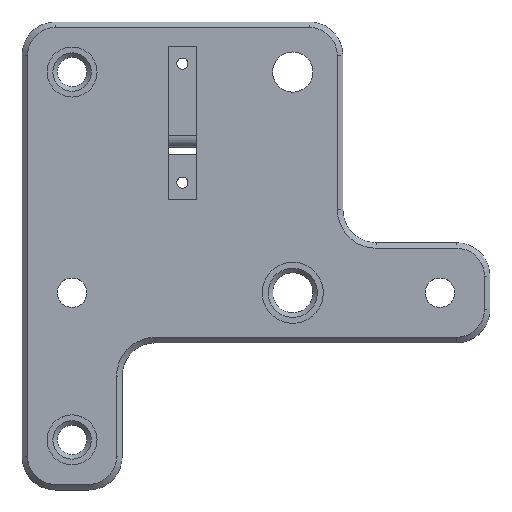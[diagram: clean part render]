
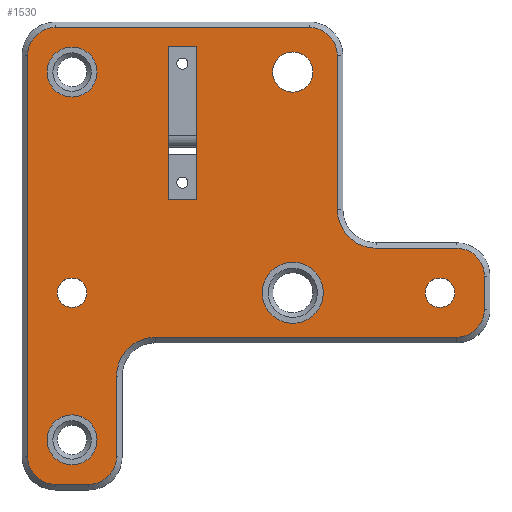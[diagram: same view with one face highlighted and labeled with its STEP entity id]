
A CAD part, top view. The second image highlights one B-rep face of the part: STEP entity #1530.
In plain terms, the highlighted planar face has unit normal (0, 0, 1).
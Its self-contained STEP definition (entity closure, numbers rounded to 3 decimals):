
#62=FACE_BOUND('',#313,.T.);
#63=FACE_BOUND('',#314,.T.);
#64=FACE_BOUND('',#315,.T.);
#65=FACE_BOUND('',#316,.T.);
#66=FACE_BOUND('',#317,.T.);
#67=FACE_BOUND('',#318,.T.);
#68=FACE_BOUND('',#319,.T.);
#109=PLANE('',#1716);
#201=FACE_OUTER_BOUND('',#312,.T.);
#312=EDGE_LOOP('',(#1384,#1385,#1386,#1387,#1388,#1389,#1390,#1391,#1392,
#1393,#1394,#1395,#1396,#1397,#1398,#1399));
#313=EDGE_LOOP('',(#1400,#1401,#1402,#1403));
#314=EDGE_LOOP('',(#1404));
#315=EDGE_LOOP('',(#1405));
#316=EDGE_LOOP('',(#1406));
#317=EDGE_LOOP('',(#1407));
#318=EDGE_LOOP('',(#1408));
#319=EDGE_LOOP('',(#1409));
#349=LINE('',#2316,#479);
#356=LINE('',#2331,#486);
#359=LINE('',#2335,#489);
#360=LINE('',#2337,#490);
#417=LINE('',#2536,#547);
#421=LINE('',#2548,#551);
#425=LINE('',#2560,#555);
#429=LINE('',#2572,#559);
#433=LINE('',#2583,#563);
#437=LINE('',#2592,#567);
#440=LINE('',#2600,#570);
#443=LINE('',#2608,#573);
#479=VECTOR('',#1835,10.);
#486=VECTOR('',#1848,10.);
#489=VECTOR('',#1853,10.);
#490=VECTOR('',#1856,10.);
#547=VECTOR('',#2089,10.);
#551=VECTOR('',#2101,10.);
#555=VECTOR('',#2113,10.);
#559=VECTOR('',#2125,10.);
#563=VECTOR('',#2137,10.);
#567=VECTOR('',#2147,10.);
#570=VECTOR('',#2156,10.);
#573=VECTOR('',#2165,10.);
#613=CIRCLE('',#1601,2.65);
#618=CIRCLE('',#1609,3.62);
#623=CIRCLE('',#1617,2.65);
#633=CIRCLE('',#1640,4.5);
#634=CIRCLE('',#1642,5.5);
#635=CIRCLE('',#1644,4.5);
#649=CIRCLE('',#1684,5.);
#651=CIRCLE('',#1688,5.);
#653=CIRCLE('',#1692,5.);
#655=CIRCLE('',#1696,7.);
#656=CIRCLE('',#1699,5.);
#657=CIRCLE('',#1702,5.);
#658=CIRCLE('',#1705,7.);
#659=CIRCLE('',#1708,5.);
#705=VERTEX_POINT('',#2313);
#706=VERTEX_POINT('',#2315);
#710=VERTEX_POINT('',#2329);
#711=VERTEX_POINT('',#2330);
#716=VERTEX_POINT('',#2350);
#721=VERTEX_POINT('',#2365);
#726=VERTEX_POINT('',#2380);
#736=VERTEX_POINT('',#2423);
#737=VERTEX_POINT('',#2427);
#738=VERTEX_POINT('',#2431);
#764=VERTEX_POINT('',#2533);
#765=VERTEX_POINT('',#2535);
#767=VERTEX_POINT('',#2541);
#769=VERTEX_POINT('',#2546);
#771=VERTEX_POINT('',#2553);
#773=VERTEX_POINT('',#2558);
#775=VERTEX_POINT('',#2565);
#777=VERTEX_POINT('',#2570);
#779=VERTEX_POINT('',#2577);
#780=VERTEX_POINT('',#2581);
#781=VERTEX_POINT('',#2586);
#782=VERTEX_POINT('',#2590);
#783=VERTEX_POINT('',#2594);
#784=VERTEX_POINT('',#2598);
#785=VERTEX_POINT('',#2602);
#786=VERTEX_POINT('',#2606);
#843=EDGE_CURVE('',#706,#705,#349,.T.);
#850=EDGE_CURVE('',#710,#711,#356,.T.);
#853=EDGE_CURVE('',#711,#706,#359,.T.);
#854=EDGE_CURVE('',#705,#710,#360,.T.);
#860=EDGE_CURVE('',#716,#716,#613,.T.);
#867=EDGE_CURVE('',#721,#721,#618,.T.);
#874=EDGE_CURVE('',#726,#726,#623,.T.);
#894=EDGE_CURVE('',#736,#736,#633,.T.);
#896=EDGE_CURVE('',#737,#737,#634,.T.);
#898=EDGE_CURVE('',#738,#738,#635,.T.);
#950=EDGE_CURVE('',#764,#765,#417,.T.);
#954=EDGE_CURVE('',#767,#764,#649,.T.);
#956=EDGE_CURVE('',#769,#767,#421,.T.);
#960=EDGE_CURVE('',#771,#769,#651,.T.);
#962=EDGE_CURVE('',#773,#771,#425,.T.);
#966=EDGE_CURVE('',#775,#773,#653,.T.);
#968=EDGE_CURVE('',#777,#775,#429,.T.);
#972=EDGE_CURVE('',#779,#777,#655,.T.);
#974=EDGE_CURVE('',#780,#779,#433,.T.);
#977=EDGE_CURVE('',#781,#780,#656,.T.);
#979=EDGE_CURVE('',#782,#781,#437,.T.);
#981=EDGE_CURVE('',#783,#782,#657,.T.);
#983=EDGE_CURVE('',#784,#783,#440,.T.);
#985=EDGE_CURVE('',#785,#784,#658,.T.);
#987=EDGE_CURVE('',#786,#785,#443,.T.);
#988=EDGE_CURVE('',#765,#786,#659,.T.);
#1384=ORIENTED_EDGE('',*,*,#950,.F.);
#1385=ORIENTED_EDGE('',*,*,#954,.F.);
#1386=ORIENTED_EDGE('',*,*,#956,.F.);
#1387=ORIENTED_EDGE('',*,*,#960,.F.);
#1388=ORIENTED_EDGE('',*,*,#962,.F.);
#1389=ORIENTED_EDGE('',*,*,#966,.F.);
#1390=ORIENTED_EDGE('',*,*,#968,.F.);
#1391=ORIENTED_EDGE('',*,*,#972,.F.);
#1392=ORIENTED_EDGE('',*,*,#974,.F.);
#1393=ORIENTED_EDGE('',*,*,#977,.F.);
#1394=ORIENTED_EDGE('',*,*,#979,.F.);
#1395=ORIENTED_EDGE('',*,*,#981,.F.);
#1396=ORIENTED_EDGE('',*,*,#983,.F.);
#1397=ORIENTED_EDGE('',*,*,#985,.F.);
#1398=ORIENTED_EDGE('',*,*,#987,.F.);
#1399=ORIENTED_EDGE('',*,*,#988,.F.);
#1400=ORIENTED_EDGE('',*,*,#843,.T.);
#1401=ORIENTED_EDGE('',*,*,#854,.T.);
#1402=ORIENTED_EDGE('',*,*,#850,.T.);
#1403=ORIENTED_EDGE('',*,*,#853,.T.);
#1404=ORIENTED_EDGE('',*,*,#894,.T.);
#1405=ORIENTED_EDGE('',*,*,#896,.T.);
#1406=ORIENTED_EDGE('',*,*,#898,.T.);
#1407=ORIENTED_EDGE('',*,*,#867,.T.);
#1408=ORIENTED_EDGE('',*,*,#874,.T.);
#1409=ORIENTED_EDGE('',*,*,#860,.T.);
#1530=ADVANCED_FACE('',(#201,#62,#63,#64,#65,#66,#67,#68),#109,.T.);
#1601=AXIS2_PLACEMENT_3D('',#2351,#1872,#1873);
#1609=AXIS2_PLACEMENT_3D('',#2366,#1890,#1891);
#1617=AXIS2_PLACEMENT_3D('',#2381,#1908,#1909);
#1640=AXIS2_PLACEMENT_3D('',#2424,#1964,#1965);
#1642=AXIS2_PLACEMENT_3D('',#2428,#1969,#1970);
#1644=AXIS2_PLACEMENT_3D('',#2432,#1974,#1975);
#1684=AXIS2_PLACEMENT_3D('',#2543,#2096,#2097);
#1688=AXIS2_PLACEMENT_3D('',#2555,#2108,#2109);
#1692=AXIS2_PLACEMENT_3D('',#2567,#2120,#2121);
#1696=AXIS2_PLACEMENT_3D('',#2579,#2132,#2133);
#1699=AXIS2_PLACEMENT_3D('',#2588,#2142,#2143);
#1702=AXIS2_PLACEMENT_3D('',#2596,#2151,#2152);
#1705=AXIS2_PLACEMENT_3D('',#2604,#2160,#2161);
#1708=AXIS2_PLACEMENT_3D('',#2610,#2168,#2169);
#1716=AXIS2_PLACEMENT_3D('',#2625,#2191,#2192);
#1835=DIRECTION('',(0.,-1.,0.));
#1848=DIRECTION('',(0.,1.,0.));
#1853=DIRECTION('',(1.,0.,0.));
#1856=DIRECTION('',(-1.,0.,0.));
#1872=DIRECTION('center_axis',(0.,0.,-1.));
#1873=DIRECTION('ref_axis',(1.,0.,0.));
#1890=DIRECTION('center_axis',(0.,0.,-1.));
#1891=DIRECTION('ref_axis',(1.,0.,0.));
#1908=DIRECTION('center_axis',(0.,0.,-1.));
#1909=DIRECTION('ref_axis',(1.,0.,0.));
#1964=DIRECTION('center_axis',(0.,0.,-1.));
#1965=DIRECTION('ref_axis',(1.,0.,0.));
#1969=DIRECTION('center_axis',(0.,0.,-1.));
#1970=DIRECTION('ref_axis',(1.,0.,0.));
#1974=DIRECTION('center_axis',(0.,0.,-1.));
#1975=DIRECTION('ref_axis',(1.,0.,0.));
#2089=DIRECTION('',(1.,0.,0.));
#2096=DIRECTION('center_axis',(0.,0.,-1.));
#2097=DIRECTION('ref_axis',(-0.707,0.707,0.));
#2101=DIRECTION('',(0.,1.,0.));
#2108=DIRECTION('center_axis',(0.,0.,-1.));
#2109=DIRECTION('ref_axis',(-0.707,-0.707,0.));
#2113=DIRECTION('',(-1.,0.,0.));
#2120=DIRECTION('center_axis',(0.,0.,-1.));
#2121=DIRECTION('ref_axis',(0.707,-0.707,0.));
#2125=DIRECTION('',(0.,-1.,0.));
#2132=DIRECTION('center_axis',(0.,0.,1.));
#2133=DIRECTION('ref_axis',(-0.707,0.707,0.));
#2137=DIRECTION('',(-1.,0.,0.));
#2142=DIRECTION('center_axis',(0.,0.,-1.));
#2143=DIRECTION('ref_axis',(0.707,-0.707,0.));
#2147=DIRECTION('',(0.,-1.,0.));
#2151=DIRECTION('center_axis',(0.,0.,-1.));
#2152=DIRECTION('ref_axis',(0.707,0.707,0.));
#2156=DIRECTION('',(1.,0.,0.));
#2160=DIRECTION('center_axis',(0.,0.,1.));
#2161=DIRECTION('ref_axis',(-0.707,-0.707,0.));
#2165=DIRECTION('',(0.,-1.,0.));
#2168=DIRECTION('center_axis',(0.,0.,-1.));
#2169=DIRECTION('ref_axis',(0.707,0.707,0.));
#2191=DIRECTION('center_axis',(0.,0.,1.));
#2192=DIRECTION('ref_axis',(1.,0.,0.));
#2313=CARTESIAN_POINT('',(2.55,-3.1,8.));
#2315=CARTESIAN_POINT('',(2.55,24.4,8.));
#2316=CARTESIAN_POINT('',(2.55,5.558,8.));
#2329=CARTESIAN_POINT('',(-2.55,-3.1,8.));
#2330=CARTESIAN_POINT('',(-2.55,24.4,8.));
#2331=CARTESIAN_POINT('',(-2.55,-8.142,8.));
#2335=CARTESIAN_POINT('',(5.367,24.4,8.));
#2337=CARTESIAN_POINT('',(7.867,-3.1,8.));
#2350=CARTESIAN_POINT('',(-22.5,-19.85,8.));
#2351=CARTESIAN_POINT('Origin',(-19.85,-19.85,8.));
#2365=CARTESIAN_POINT('',(16.23,19.85,8.));
#2366=CARTESIAN_POINT('Origin',(19.85,19.85,8.));
#2380=CARTESIAN_POINT('',(43.667,-19.85,8.));
#2381=CARTESIAN_POINT('Origin',(46.317,-19.85,8.));
#2423=CARTESIAN_POINT('',(-24.35,19.85,8.));
#2424=CARTESIAN_POINT('Origin',(-19.85,19.85,8.));
#2427=CARTESIAN_POINT('',(14.35,-19.85,8.));
#2428=CARTESIAN_POINT('Origin',(19.85,-19.85,8.));
#2431=CARTESIAN_POINT('',(-24.35,-46.317,8.));
#2432=CARTESIAN_POINT('Origin',(-19.85,-46.317,8.));
#2533=CARTESIAN_POINT('',(-22.85,27.85,8.));
#2535=CARTESIAN_POINT('',(22.85,27.85,8.));
#2536=CARTESIAN_POINT('',(21.042,27.85,8.));
#2541=CARTESIAN_POINT('',(-27.85,22.85,8.));
#2543=CARTESIAN_POINT('Origin',(-22.85,22.85,8.));
#2546=CARTESIAN_POINT('',(-27.85,-49.317,8.));
#2548=CARTESIAN_POINT('',(-27.85,7.808,8.));
#2553=CARTESIAN_POINT('',(-22.85,-54.317,8.));
#2555=CARTESIAN_POINT('Origin',(-22.85,-49.317,8.));
#2558=CARTESIAN_POINT('',(-16.85,-54.317,8.));
#2560=CARTESIAN_POINT('',(-7.808,-54.317,8.));
#2565=CARTESIAN_POINT('',(-11.85,-49.317,8.));
#2567=CARTESIAN_POINT('Origin',(-16.85,-49.317,8.));
#2570=CARTESIAN_POINT('',(-11.85,-34.85,8.));
#2572=CARTESIAN_POINT('',(-11.85,-34.275,8.));
#2577=CARTESIAN_POINT('',(-4.85,-27.85,8.));
#2579=CARTESIAN_POINT('Origin',(-4.85,-34.85,8.));
#2581=CARTESIAN_POINT('',(49.317,-27.85,8.));
#2583=CARTESIAN_POINT('',(1.192,-27.85,8.));
#2586=CARTESIAN_POINT('',(54.317,-22.85,8.));
#2588=CARTESIAN_POINT('Origin',(49.317,-22.85,8.));
#2590=CARTESIAN_POINT('',(54.317,-16.85,8.));
#2592=CARTESIAN_POINT('',(54.317,-21.042,8.));
#2594=CARTESIAN_POINT('',(49.317,-11.85,8.));
#2596=CARTESIAN_POINT('Origin',(49.317,-16.85,8.));
#2598=CARTESIAN_POINT('',(34.85,-11.85,8.));
#2600=CARTESIAN_POINT('',(34.275,-11.85,8.));
#2602=CARTESIAN_POINT('',(27.85,-4.85,8.));
#2604=CARTESIAN_POINT('Origin',(34.85,-4.85,8.));
#2606=CARTESIAN_POINT('',(27.85,22.85,8.));
#2608=CARTESIAN_POINT('',(27.85,-12.042,8.));
#2610=CARTESIAN_POINT('Origin',(22.85,22.85,8.));
#2625=CARTESIAN_POINT('Origin',(13.233,-13.233,8.));
